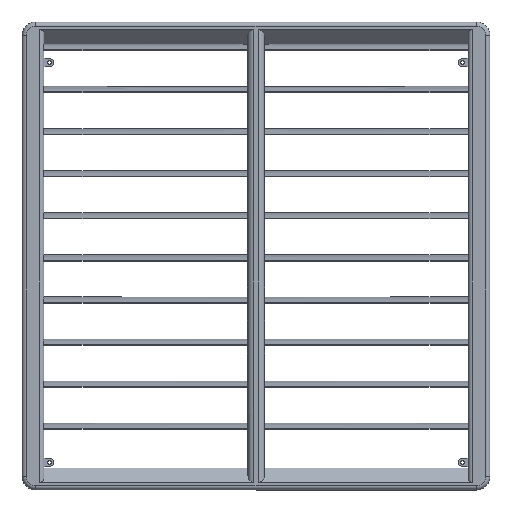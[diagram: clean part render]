
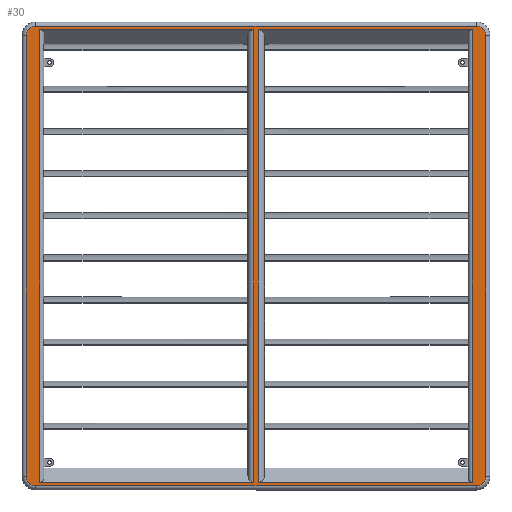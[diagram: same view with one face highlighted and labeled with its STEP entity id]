
A CAD part, top view. The second image highlights one B-rep face of the part: STEP entity #30.
In plain terms, the highlighted planar face has unit normal (0, 0, 1).
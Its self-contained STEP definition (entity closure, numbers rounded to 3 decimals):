
#30 = ADVANCED_FACE ( 'NONE', ( #4413, #4961, #5760 ), #7171, .F. ) ;
#69 = DIRECTION ( 'NONE',  ( 1., 0., 0. ) ) ;
#105 = EDGE_CURVE ( 'NONE', #7105, #6003, #3089, .T. ) ;
#365 = EDGE_CURVE ( 'NONE', #1922, #7022, #4436, .T. ) ;
#477 = VECTOR ( 'NONE', #1704, 1000. ) ;
#496 = LINE ( 'NONE', #4703, #7639 ) ;
#504 = VERTEX_POINT ( 'NONE', #3845 ) ;
#514 = VERTEX_POINT ( 'NONE', #3206 ) ;
#542 = CARTESIAN_POINT ( 'NONE',  ( -267., 279.5, 20.5 ) ) ;
#672 = CARTESIAN_POINT ( 'NONE',  ( 272., -284., 20.5 ) ) ;
#719 = LINE ( 'NONE', #4832, #2075 ) ;
#825 = EDGE_CURVE ( 'NONE', #8816, #8820, #8517, .T. ) ;
#978 = EDGE_CURVE ( 'NONE', #1922, #2548, #496, .T. ) ;
#1068 = DIRECTION ( 'NONE',  ( 0., -1., 0. ) ) ;
#1103 = VECTOR ( 'NONE', #1068, 1000. ) ;
#1173 = CARTESIAN_POINT ( 'NONE',  ( -267., -279.5, 20.5 ) ) ;
#1181 = CARTESIAN_POINT ( 'NONE',  ( -262., 279.5, 20.5 ) ) ;
#1289 = VECTOR ( 'NONE', #6598, 1000. ) ;
#1464 = VECTOR ( 'NONE', #4616, 1000. ) ;
#1599 = ORIENTED_EDGE ( 'NONE', *, *, #8326, .T. ) ;
#1605 = DIRECTION ( 'NONE',  ( -1., 0., 0. ) ) ;
#1668 = DIRECTION ( 'NONE',  ( 0., 0., 1. ) ) ;
#1704 = DIRECTION ( 'NONE',  ( -1., 0., 0. ) ) ;
#1751 = CARTESIAN_POINT ( 'NONE',  ( 272., 284., 20.5 ) ) ;
#1774 = ORIENTED_EDGE ( 'NONE', *, *, #825, .T. ) ;
#1833 = CARTESIAN_POINT ( 'NONE',  ( 272., -284., 20.5 ) ) ;
#1870 = DIRECTION ( 'NONE',  ( -1., 0., 0. ) ) ;
#1922 = VERTEX_POINT ( 'NONE', #7021 ) ;
#2075 = VECTOR ( 'NONE', #6275, 1000. ) ;
#2195 = EDGE_CURVE ( 'NONE', #7022, #2785, #2662, .T. ) ;
#2269 = VERTEX_POINT ( 'NONE', #6150 ) ;
#2273 = ORIENTED_EDGE ( 'NONE', *, *, #3581, .F. ) ;
#2356 = VECTOR ( 'NONE', #3405, 1000. ) ;
#2386 = CARTESIAN_POINT ( 'NONE',  ( 272., -272., 20.5 ) ) ;
#2397 = CARTESIAN_POINT ( 'NONE',  ( -262., 279.5, 20.5 ) ) ;
#2548 = VERTEX_POINT ( 'NONE', #3687 ) ;
#2611 = CARTESIAN_POINT ( 'NONE',  ( 267., -279.5, 20.5 ) ) ;
#2655 = ORIENTED_EDGE ( 'NONE', *, *, #6000, .T. ) ;
#2662 = LINE ( 'NONE', #2611, #3029 ) ;
#2685 = ORIENTED_EDGE ( 'NONE', *, *, #7381, .T. ) ;
#2702 = DIRECTION ( 'NONE',  ( 1., 0., 0. ) ) ;
#2785 = VERTEX_POINT ( 'NONE', #4828 ) ;
#2910 = CARTESIAN_POINT ( 'NONE',  ( 267., 279.5, 20.5 ) ) ;
#3010 = DIRECTION ( 'NONE',  ( -1., 0., 0. ) ) ;
#3014 = CARTESIAN_POINT ( 'NONE',  ( -272., 272., 20.5 ) ) ;
#3029 = VECTOR ( 'NONE', #8225, 1000. ) ;
#3077 = EDGE_CURVE ( 'NONE', #504, #514, #6656, .T. ) ;
#3085 = DIRECTION ( 'NONE',  ( 1., 0., 0. ) ) ;
#3089 = LINE ( 'NONE', #5266, #1103 ) ;
#3202 = VECTOR ( 'NONE', #69, 1000. ) ;
#3206 = CARTESIAN_POINT ( 'NONE',  ( 272., 284., 20.5 ) ) ;
#3264 = DIRECTION ( 'NONE',  ( 0., 0., 1. ) ) ;
#3314 = CIRCLE ( 'NONE', #5056, 12. ) ;
#3353 = VERTEX_POINT ( 'NONE', #3836 ) ;
#3405 = DIRECTION ( 'NONE',  ( 0., 1., 0. ) ) ;
#3415 = VERTEX_POINT ( 'NONE', #1173 ) ;
#3488 = AXIS2_PLACEMENT_3D ( 'NONE', #3014, #8546, #7184 ) ;
#3570 = LINE ( 'NONE', #6801, #2356 ) ;
#3581 = EDGE_CURVE ( 'NONE', #3415, #6003, #8910, .T. ) ;
#3603 = ORIENTED_EDGE ( 'NONE', *, *, #365, .T. ) ;
#3655 = ORIENTED_EDGE ( 'NONE', *, *, #5063, .T. ) ;
#3687 = CARTESIAN_POINT ( 'NONE',  ( 2.5, -279.5, 20.5 ) ) ;
#3762 = CARTESIAN_POINT ( 'NONE',  ( -262., -279.5, 20.5 ) ) ;
#3836 = CARTESIAN_POINT ( 'NONE',  ( -272., 284., 20.5 ) ) ;
#3845 = CARTESIAN_POINT ( 'NONE',  ( 284., 272., 20.5 ) ) ;
#3922 = VERTEX_POINT ( 'NONE', #7452 ) ;
#3999 = LINE ( 'NONE', #1751, #477 ) ;
#4164 = ORIENTED_EDGE ( 'NONE', *, *, #105, .T. ) ;
#4243 = DIRECTION ( 'NONE',  ( 0., 0., -1. ) ) ;
#4261 = CARTESIAN_POINT ( 'NONE',  ( -267., 279.5, 20.5 ) ) ;
#4413 = FACE_OUTER_BOUND ( 'NONE', #8025, .T. ) ;
#4436 = LINE ( 'NONE', #2397, #1289 ) ;
#4580 = CARTESIAN_POINT ( 'NONE',  ( -284., -272., 20.5 ) ) ;
#4616 = DIRECTION ( 'NONE',  ( 1., 0., 0. ) ) ;
#4651 = ORIENTED_EDGE ( 'NONE', *, *, #7163, .F. ) ;
#4703 = CARTESIAN_POINT ( 'NONE',  ( 2.5, 279.5, 20.5 ) ) ;
#4828 = CARTESIAN_POINT ( 'NONE',  ( 267., -279.5, 20.5 ) ) ;
#4832 = CARTESIAN_POINT ( 'NONE',  ( -284., 272., 20.5 ) ) ;
#4907 = VERTEX_POINT ( 'NONE', #4261 ) ;
#4948 = ORIENTED_EDGE ( 'NONE', *, *, #6432, .T. ) ;
#4961 = FACE_BOUND ( 'NONE', #4998, .T. ) ;
#4998 = EDGE_LOOP ( 'NONE', ( #3603, #7505, #4651, #8032 ) ) ;
#5056 = AXIS2_PLACEMENT_3D ( 'NONE', #2386, #1668, #3010 ) ;
#5063 = EDGE_CURVE ( 'NONE', #8021, #3922, #3314, .T. ) ;
#5187 = DIRECTION ( 'NONE',  ( 0., 0., 1. ) ) ;
#5266 = CARTESIAN_POINT ( 'NONE',  ( -2.5, 279.5, 20.5 ) ) ;
#5368 = VECTOR ( 'NONE', #5426, 1000. ) ;
#5426 = DIRECTION ( 'NONE',  ( 0., 1., 0. ) ) ;
#5516 = CARTESIAN_POINT ( 'NONE',  ( -262., -279.5, 20.5 ) ) ;
#5653 = AXIS2_PLACEMENT_3D ( 'NONE', #8203, #3264, #1870 ) ;
#5741 = ORIENTED_EDGE ( 'NONE', *, *, #6300, .T. ) ;
#5760 = FACE_BOUND ( 'NONE', #6002, .T. ) ;
#5852 = LINE ( 'NONE', #3762, #8289 ) ;
#6000 = EDGE_CURVE ( 'NONE', #4907, #7105, #8783, .T. ) ;
#6002 = EDGE_LOOP ( 'NONE', ( #2273, #4948, #2655, #4164 ) ) ;
#6003 = VERTEX_POINT ( 'NONE', #6842 ) ;
#6150 = CARTESIAN_POINT ( 'NONE',  ( -284., 272., 20.5 ) ) ;
#6275 = DIRECTION ( 'NONE',  ( 0., -1., 0. ) ) ;
#6300 = EDGE_CURVE ( 'NONE', #3353, #2269, #7392, .T. ) ;
#6309 = LINE ( 'NONE', #672, #3202 ) ;
#6397 = ORIENTED_EDGE ( 'NONE', *, *, #3077, .T. ) ;
#6432 = EDGE_CURVE ( 'NONE', #3415, #4907, #7421, .T. ) ;
#6448 = CARTESIAN_POINT ( 'NONE',  ( -272., -284., 20.5 ) ) ;
#6598 = DIRECTION ( 'NONE',  ( 1., 0., 0. ) ) ;
#6630 = DIRECTION ( 'NONE',  ( 0., -1., 0. ) ) ;
#6656 = CIRCLE ( 'NONE', #5653, 12. ) ;
#6801 = CARTESIAN_POINT ( 'NONE',  ( 284., 272., 20.5 ) ) ;
#6808 = VECTOR ( 'NONE', #2702, 1000. ) ;
#6842 = CARTESIAN_POINT ( 'NONE',  ( -2.5, -279.5, 20.5 ) ) ;
#7002 = EDGE_CURVE ( 'NONE', #8820, #8021, #6309, .T. ) ;
#7021 = CARTESIAN_POINT ( 'NONE',  ( 2.5, 279.5, 20.5 ) ) ;
#7022 = VERTEX_POINT ( 'NONE', #2910 ) ;
#7034 = CARTESIAN_POINT ( 'NONE',  ( -2.5, 279.5, 20.5 ) ) ;
#7075 = AXIS2_PLACEMENT_3D ( 'NONE', #7183, #5187, #7227 ) ;
#7081 = CARTESIAN_POINT ( 'NONE',  ( 272., 272., 20.5 ) ) ;
#7105 = VERTEX_POINT ( 'NONE', #7034 ) ;
#7163 = EDGE_CURVE ( 'NONE', #2548, #2785, #5852, .T. ) ;
#7171 = PLANE ( 'NONE',  #8270 ) ;
#7183 = CARTESIAN_POINT ( 'NONE',  ( -272., -272., 20.5 ) ) ;
#7184 = DIRECTION ( 'NONE',  ( -1., 0., 0. ) ) ;
#7227 = DIRECTION ( 'NONE',  ( -1., 0., 0. ) ) ;
#7381 = EDGE_CURVE ( 'NONE', #3922, #504, #3570, .T. ) ;
#7392 = CIRCLE ( 'NONE', #3488, 12. ) ;
#7421 = LINE ( 'NONE', #542, #5368 ) ;
#7452 = CARTESIAN_POINT ( 'NONE',  ( 284., -272., 20.5 ) ) ;
#7505 = ORIENTED_EDGE ( 'NONE', *, *, #2195, .T. ) ;
#7639 = VECTOR ( 'NONE', #6630, 1000. ) ;
#8021 = VERTEX_POINT ( 'NONE', #1833 ) ;
#8025 = EDGE_LOOP ( 'NONE', ( #1599, #5741, #8241, #1774, #8596, #3655, #2685, #6397 ) ) ;
#8032 = ORIENTED_EDGE ( 'NONE', *, *, #978, .F. ) ;
#8203 = CARTESIAN_POINT ( 'NONE',  ( 272., 272., 20.5 ) ) ;
#8225 = DIRECTION ( 'NONE',  ( 0., -1., 0. ) ) ;
#8241 = ORIENTED_EDGE ( 'NONE', *, *, #8648, .T. ) ;
#8270 = AXIS2_PLACEMENT_3D ( 'NONE', #7081, #4243, #1605 ) ;
#8289 = VECTOR ( 'NONE', #3085, 1000. ) ;
#8326 = EDGE_CURVE ( 'NONE', #514, #3353, #3999, .T. ) ;
#8517 = CIRCLE ( 'NONE', #7075, 12. ) ;
#8546 = DIRECTION ( 'NONE',  ( 0., 0., 1. ) ) ;
#8596 = ORIENTED_EDGE ( 'NONE', *, *, #7002, .T. ) ;
#8648 = EDGE_CURVE ( 'NONE', #2269, #8816, #719, .T. ) ;
#8783 = LINE ( 'NONE', #1181, #1464 ) ;
#8816 = VERTEX_POINT ( 'NONE', #4580 ) ;
#8820 = VERTEX_POINT ( 'NONE', #6448 ) ;
#8910 = LINE ( 'NONE', #5516, #6808 ) ;
